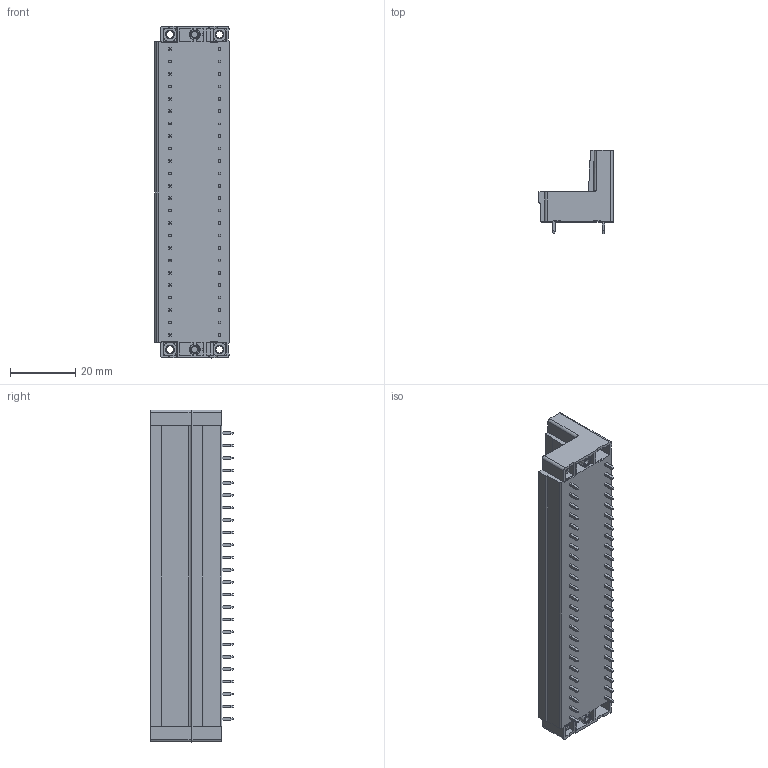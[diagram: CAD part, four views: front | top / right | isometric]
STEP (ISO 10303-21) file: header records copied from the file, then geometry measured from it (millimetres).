
FILE_DESCRIPTION((''),'2;1');
FILE_NAME('TLPHDW-105V-1','2024-09-23T11:52:12',('sheji109'),(''),'CREO PARAMETRIC BY PTC INC, 2018100','CREO PARAMETRIC BY PTC INC, 2018100','');
FILE_SCHEMA(('CONFIG_CONTROL_DESIGN'));
Products named in the file (1): TLPHDW-105V-1
Bounding box: 22.7 x 25.4 x 101.83 mm (x, y, z)
Volume: 22975.4 mm3; surface area: 23353.7 mm2
Topology: 1 solids, 1 shells, 2911 faces, 7498 edges, 4772 vertices
Faces by surface type: plane 2582, cylinder 247, cone 56, sphere 24, bspline 2
Entity records: 86777 total; most frequent: CARTESIAN_POINT 15736, ORIENTED_EDGE 14948, DIRECTION 13903, EDGE_CURVE 7474, VECTOR 6609, LINE 6609, VERTEX_POINT 4772, AXIS2_PLACEMENT_3D 3647
